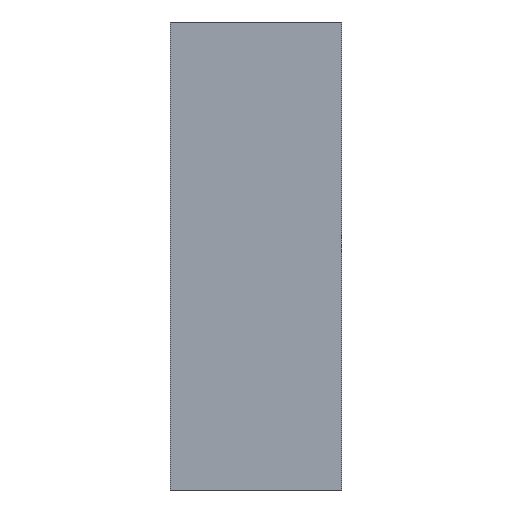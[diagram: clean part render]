
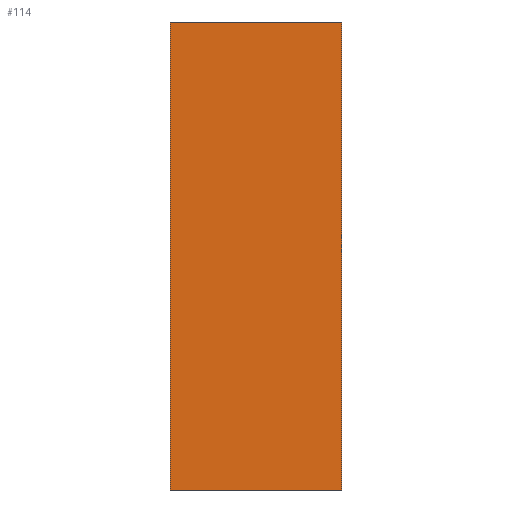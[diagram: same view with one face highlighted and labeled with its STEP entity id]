
A CAD part, front view. The second image highlights one B-rep face of the part: STEP entity #114.
In plain terms, the highlighted planar face has unit normal (0, -1, 0).
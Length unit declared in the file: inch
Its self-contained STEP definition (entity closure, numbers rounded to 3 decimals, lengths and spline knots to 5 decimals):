
#7 = CARTESIAN_POINT ( 'NONE',  ( 18., 0., -49. ) ) ;
#16 = LINE ( 'NONE', #262, #237 ) ;
#17 = EDGE_CURVE ( 'NONE', #250, #351, #28, .T. ) ;
#19 = CARTESIAN_POINT ( 'NONE',  ( 18., 0., 0. ) ) ;
#28 = LINE ( 'NONE', #280, #155 ) ;
#34 = PLANE ( 'NONE',  #99 ) ;
#35 = DIRECTION ( 'NONE',  ( 0., -1., 0. ) ) ;
#55 = CARTESIAN_POINT ( 'NONE',  ( 0., 0., -49. ) ) ;
#61 = DIRECTION ( 'NONE',  ( 0., 0., -1. ) ) ;
#75 = DIRECTION ( 'NONE',  ( 0., 0., -1. ) ) ;
#85 = ORIENTED_EDGE ( 'NONE', *, *, #313, .F. ) ;
#92 = VECTOR ( 'NONE', #75, 39.37008 ) ;
#99 = AXIS2_PLACEMENT_3D ( 'NONE', #229, #35, #61 ) ;
#106 = VERTEX_POINT ( 'NONE', #7 ) ;
#108 = DIRECTION ( 'NONE',  ( 1., 0., 0. ) ) ;
#114 = ADVANCED_FACE ( 'NONE', ( #271 ), #34, .T. ) ;
#123 = DIRECTION ( 'NONE',  ( -1., 0., 0. ) ) ;
#130 = VERTEX_POINT ( 'NONE', #19 ) ;
#148 = ORIENTED_EDGE ( 'NONE', *, *, #336, .F. ) ;
#155 = VECTOR ( 'NONE', #303, 39.37008 ) ;
#157 = CARTESIAN_POINT ( 'NONE',  ( 18., 0., 0. ) ) ;
#167 = ORIENTED_EDGE ( 'NONE', *, *, #17, .F. ) ;
#226 = LINE ( 'NONE', #157, #92 ) ;
#229 = CARTESIAN_POINT ( 'NONE',  ( 0., 0., 0. ) ) ;
#237 = VECTOR ( 'NONE', #123, 39.37008 ) ;
#250 = VERTEX_POINT ( 'NONE', #55 ) ;
#262 = CARTESIAN_POINT ( 'NONE',  ( 0., 0., -49. ) ) ;
#271 = FACE_OUTER_BOUND ( 'NONE', #308, .T. ) ;
#280 = CARTESIAN_POINT ( 'NONE',  ( 0., 0., 0. ) ) ;
#303 = DIRECTION ( 'NONE',  ( 0., 0., 1. ) ) ;
#308 = EDGE_LOOP ( 'NONE', ( #167, #148, #85, #346 ) ) ;
#312 = LINE ( 'NONE', #343, #344 ) ;
#313 = EDGE_CURVE ( 'NONE', #130, #106, #226, .T. ) ;
#323 = EDGE_CURVE ( 'NONE', #351, #130, #312, .T. ) ;
#329 = CARTESIAN_POINT ( 'NONE',  ( 0., 0., 0. ) ) ;
#336 = EDGE_CURVE ( 'NONE', #106, #250, #16, .T. ) ;
#343 = CARTESIAN_POINT ( 'NONE',  ( 0., 0., 0. ) ) ;
#344 = VECTOR ( 'NONE', #108, 39.37008 ) ;
#346 = ORIENTED_EDGE ( 'NONE', *, *, #323, .F. ) ;
#351 = VERTEX_POINT ( 'NONE', #329 ) ;
